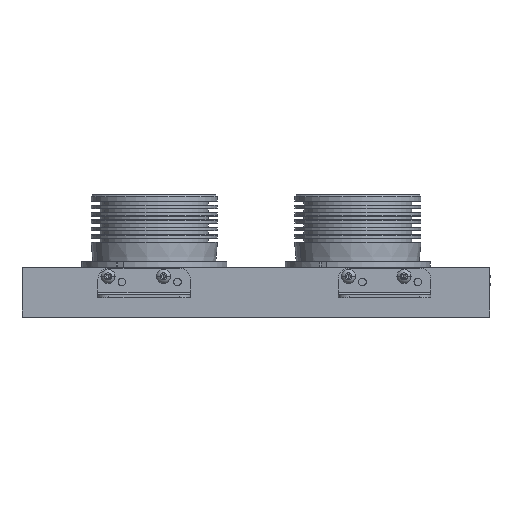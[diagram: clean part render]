
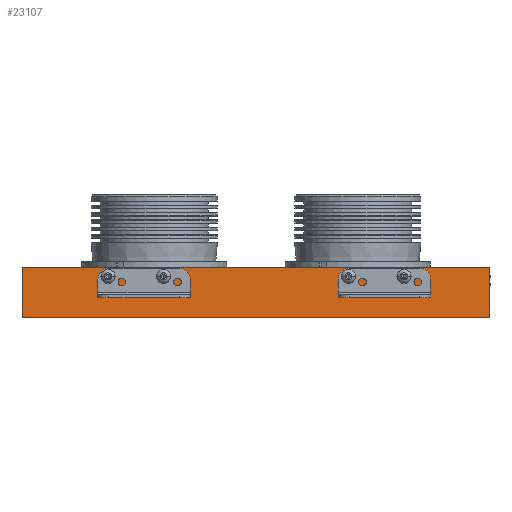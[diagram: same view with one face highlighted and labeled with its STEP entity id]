
A CAD part, front view. The second image highlights one B-rep face of the part: STEP entity #23107.
In plain terms, the highlighted planar face has unit normal (0, -1, 0).
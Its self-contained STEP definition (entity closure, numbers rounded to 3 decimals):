
#198 = VECTOR ( 'NONE', #40160, 1000. ) ;
#286 = DIRECTION ( 'NONE',  ( 0., -1., 0. ) ) ;
#467 = ORIENTED_EDGE ( 'NONE', *, *, #21388, .F. ) ;
#993 = CARTESIAN_POINT ( 'NONE',  ( 205., -1.5, 4.85 ) ) ;
#1173 = CARTESIAN_POINT ( 'NONE',  ( 251.5, -1.5, 11.5 ) ) ;
#1306 = CARTESIAN_POINT ( 'NONE',  ( 45., -1.5, 6.5 ) ) ;
#1492 = VERTEX_POINT ( 'NONE', #8129 ) ;
#2107 = EDGE_CURVE ( 'NONE', #16405, #42426, #16690, .T. ) ;
#2209 = ORIENTED_EDGE ( 'NONE', *, *, #25243, .T. ) ;
#2752 = VERTEX_POINT ( 'NONE', #7762 ) ;
#2854 = AXIS2_PLACEMENT_3D ( 'NONE', #43120, #2879, #40146 ) ;
#2879 = DIRECTION ( 'NONE',  ( 0., -1., 0. ) ) ;
#3056 = VERTEX_POINT ( 'NONE', #9779 ) ;
#3807 = ORIENTED_EDGE ( 'NONE', *, *, #42966, .F. ) ;
#3852 = VERTEX_POINT ( 'NONE', #17321 ) ;
#3873 = DIRECTION ( 'NONE',  ( 0., -1., 0. ) ) ;
#4075 = CIRCLE ( 'NONE', #37783, 1.65 ) ;
#4110 = VERTEX_POINT ( 'NONE', #1173 ) ;
#4331 = DIRECTION ( 'NONE',  ( 0., 0., -1. ) ) ;
#4681 = VECTOR ( 'NONE', #40382, 1000. ) ;
#5200 = EDGE_LOOP ( 'NONE', ( #26937, #467 ) ) ;
#5204 = VERTEX_POINT ( 'NONE', #8037 ) ;
#5720 = CARTESIAN_POINT ( 'NONE',  ( 75., -1.5, 4.85 ) ) ;
#6532 = CARTESIAN_POINT ( 'NONE',  ( -1.5, -1.5, 11.5 ) ) ;
#6605 = LINE ( 'NONE', #40458, #198 ) ;
#6762 = VERTEX_POINT ( 'NONE', #33464 ) ;
#7250 = DIRECTION ( 'NONE',  ( 0., 0., -1. ) ) ;
#7379 = FACE_BOUND ( 'NONE', #43398, .T. ) ;
#7588 = CARTESIAN_POINT ( 'NONE',  ( 205., -1.5, 8.15 ) ) ;
#7762 = CARTESIAN_POINT ( 'NONE',  ( 175., -1.5, 4.85 ) ) ;
#7797 = LINE ( 'NONE', #6532, #21596 ) ;
#7849 = CARTESIAN_POINT ( 'NONE',  ( 175., -1.5, 8.15 ) ) ;
#8037 = CARTESIAN_POINT ( 'NONE',  ( 45., -1.5, 8.15 ) ) ;
#8129 = CARTESIAN_POINT ( 'NONE',  ( 45., -1.5, 4.85 ) ) ;
#8465 = CARTESIAN_POINT ( 'NONE',  ( 175., -1.5, 6.5 ) ) ;
#8524 = DIRECTION ( 'NONE',  ( 0., 0., -1. ) ) ;
#9779 = CARTESIAN_POINT ( 'NONE',  ( -1.5, -1.5, -15.5 ) ) ;
#10936 = PLANE ( 'NONE',  #14660 ) ;
#11693 = CIRCLE ( 'NONE', #17304, 1.65 ) ;
#11914 = CARTESIAN_POINT ( 'NONE',  ( 75., -1.5, 6.5 ) ) ;
#12105 = FACE_BOUND ( 'NONE', #33585, .T. ) ;
#12184 = LINE ( 'NONE', #14170, #29152 ) ;
#12924 = DIRECTION ( 'NONE',  ( 0., -1., 0. ) ) ;
#14170 = CARTESIAN_POINT ( 'NONE',  ( 0., -1.5, -15.5 ) ) ;
#14660 = AXIS2_PLACEMENT_3D ( 'NONE', #18053, #24699, #41090 ) ;
#16405 = VERTEX_POINT ( 'NONE', #993 ) ;
#16690 = CIRCLE ( 'NONE', #36774, 1.65 ) ;
#16900 = LINE ( 'NONE', #23700, #4681 ) ;
#17304 = AXIS2_PLACEMENT_3D ( 'NONE', #24147, #3873, #7250 ) ;
#17321 = CARTESIAN_POINT ( 'NONE',  ( 251.5, -1.5, -15.5 ) ) ;
#17789 = EDGE_CURVE ( 'NONE', #31666, #27177, #19502, .T. ) ;
#18053 = CARTESIAN_POINT ( 'NONE',  ( 0., -1.5, 0. ) ) ;
#18078 = DIRECTION ( 'NONE',  ( 0., -1., 0. ) ) ;
#18320 = ORIENTED_EDGE ( 'NONE', *, *, #33159, .T. ) ;
#18615 = VERTEX_POINT ( 'NONE', #7849 ) ;
#18924 = ORIENTED_EDGE ( 'NONE', *, *, #17789, .F. ) ;
#19111 = ORIENTED_EDGE ( 'NONE', *, *, #32585, .F. ) ;
#19502 = CIRCLE ( 'NONE', #20344, 1.65 ) ;
#20344 = AXIS2_PLACEMENT_3D ( 'NONE', #11914, #29404, #22037 ) ;
#20350 = EDGE_CURVE ( 'NONE', #4110, #6762, #16900, .T. ) ;
#20390 = CIRCLE ( 'NONE', #36044, 1.65 ) ;
#21337 = ORIENTED_EDGE ( 'NONE', *, *, #32215, .F. ) ;
#21388 = EDGE_CURVE ( 'NONE', #42426, #16405, #4075, .T. ) ;
#21596 = VECTOR ( 'NONE', #29931, 1000. ) ;
#22037 = DIRECTION ( 'NONE',  ( 0., 0., -1. ) ) ;
#22589 = CARTESIAN_POINT ( 'NONE',  ( 205., -1.5, 6.5 ) ) ;
#23107 = ADVANCED_FACE ( 'NONE', ( #24338, #43361, #7379, #12105, #41239 ), #10936, .T. ) ;
#23700 = CARTESIAN_POINT ( 'NONE',  ( 0., -1.5, 11.5 ) ) ;
#24147 = CARTESIAN_POINT ( 'NONE',  ( 175., -1.5, 6.5 ) ) ;
#24338 = FACE_OUTER_BOUND ( 'NONE', #28858, .T. ) ;
#24346 = ORIENTED_EDGE ( 'NONE', *, *, #30946, .F. ) ;
#24699 = DIRECTION ( 'NONE',  ( 0., -1., 0. ) ) ;
#25243 = EDGE_CURVE ( 'NONE', #3852, #4110, #6605, .T. ) ;
#25378 = ORIENTED_EDGE ( 'NONE', *, *, #34011, .T. ) ;
#26697 = ORIENTED_EDGE ( 'NONE', *, *, #33355, .F. ) ;
#26937 = ORIENTED_EDGE ( 'NONE', *, *, #2107, .F. ) ;
#27177 = VERTEX_POINT ( 'NONE', #40845 ) ;
#27817 = DIRECTION ( 'NONE',  ( 0., -1., 0. ) ) ;
#28858 = EDGE_LOOP ( 'NONE', ( #2209, #37069, #25378, #18320 ) ) ;
#29047 = DIRECTION ( 'NONE',  ( 0., -1., 0. ) ) ;
#29152 = VECTOR ( 'NONE', #35473, 1000. ) ;
#29404 = DIRECTION ( 'NONE',  ( 0., -1., 0. ) ) ;
#29819 = DIRECTION ( 'NONE',  ( 0., 0., -1. ) ) ;
#29931 = DIRECTION ( 'NONE',  ( 0., 0., -1. ) ) ;
#30946 = EDGE_CURVE ( 'NONE', #27177, #31666, #37720, .T. ) ;
#31077 = CARTESIAN_POINT ( 'NONE',  ( 205., -1.5, 6.5 ) ) ;
#31666 = VERTEX_POINT ( 'NONE', #5720 ) ;
#32215 = EDGE_CURVE ( 'NONE', #2752, #18615, #35366, .T. ) ;
#32572 = EDGE_LOOP ( 'NONE', ( #18924, #24346 ) ) ;
#32585 = EDGE_CURVE ( 'NONE', #18615, #2752, #11693, .T. ) ;
#33159 = EDGE_CURVE ( 'NONE', #3056, #3852, #12184, .T. ) ;
#33355 = EDGE_CURVE ( 'NONE', #1492, #5204, #43917, .T. ) ;
#33464 = CARTESIAN_POINT ( 'NONE',  ( -1.5, -1.5, 11.5 ) ) ;
#33585 = EDGE_LOOP ( 'NONE', ( #26697, #3807 ) ) ;
#34011 = EDGE_CURVE ( 'NONE', #6762, #3056, #7797, .T. ) ;
#35366 = CIRCLE ( 'NONE', #39909, 1.65 ) ;
#35473 = DIRECTION ( 'NONE',  ( 1., 0., 0. ) ) ;
#35553 = DIRECTION ( 'NONE',  ( 0., 0., -1. ) ) ;
#36044 = AXIS2_PLACEMENT_3D ( 'NONE', #1306, #18078, #42009 ) ;
#36774 = AXIS2_PLACEMENT_3D ( 'NONE', #31077, #27817, #8524 ) ;
#37069 = ORIENTED_EDGE ( 'NONE', *, *, #20350, .T. ) ;
#37720 = CIRCLE ( 'NONE', #38135, 1.65 ) ;
#37783 = AXIS2_PLACEMENT_3D ( 'NONE', #22589, #12924, #29819 ) ;
#38135 = AXIS2_PLACEMENT_3D ( 'NONE', #41438, #286, #4331 ) ;
#39909 = AXIS2_PLACEMENT_3D ( 'NONE', #8465, #29047, #35553 ) ;
#40146 = DIRECTION ( 'NONE',  ( 0., 0., -1. ) ) ;
#40160 = DIRECTION ( 'NONE',  ( 0., 0., 1. ) ) ;
#40382 = DIRECTION ( 'NONE',  ( -1., 0., 0. ) ) ;
#40458 = CARTESIAN_POINT ( 'NONE',  ( 251.5, -1.5, 0. ) ) ;
#40845 = CARTESIAN_POINT ( 'NONE',  ( 75., -1.5, 8.15 ) ) ;
#41090 = DIRECTION ( 'NONE',  ( 0., 0., -1. ) ) ;
#41239 = FACE_BOUND ( 'NONE', #32572, .T. ) ;
#41438 = CARTESIAN_POINT ( 'NONE',  ( 75., -1.5, 6.5 ) ) ;
#42009 = DIRECTION ( 'NONE',  ( 0., 0., -1. ) ) ;
#42426 = VERTEX_POINT ( 'NONE', #7588 ) ;
#42966 = EDGE_CURVE ( 'NONE', #5204, #1492, #20390, .T. ) ;
#43120 = CARTESIAN_POINT ( 'NONE',  ( 45., -1.5, 6.5 ) ) ;
#43361 = FACE_BOUND ( 'NONE', #5200, .T. ) ;
#43398 = EDGE_LOOP ( 'NONE', ( #21337, #19111 ) ) ;
#43917 = CIRCLE ( 'NONE', #2854, 1.65 ) ;
